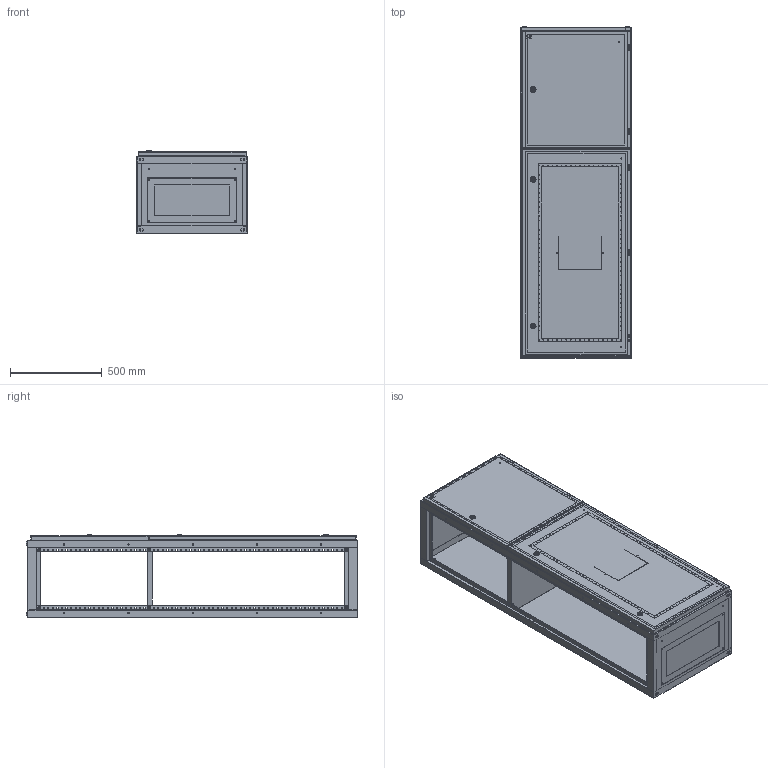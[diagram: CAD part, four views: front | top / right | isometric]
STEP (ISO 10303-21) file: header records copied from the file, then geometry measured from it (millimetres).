
FILE_DESCRIPTION (( 'STEP AP214' ), '1' );
FILE_NAME ('YKM51-1800-600-450-54 SMART Êîðïóñ ìåòàë. ñáîðíûé ÂÐÓ-2 1800õ600õ450 IP54 IEK.STEP', '2024-04-09T13:54:40', ( '' ), ( '' ), 'SwSTEP 2.0', 'SolidWorks 2022', '' );
FILE_SCHEMA (( 'AUTOMOTIVE_DESIGN' ));
Length unit declared in the file: millimetre
Products named in the file (4): Дверь учётного отсека 600 IP54; Дверь для ВРУ-2 1800х600 IP54; YKM51-1800-600-450-54 SMART Корпус метал. сборный ВРУ-2 1800х600х450 IP54 IEK; Каркас ВРУ-2 1800х600х450 IP54
Assembly tree (3 placements, depth 2):
  YKM51-1800-600-450-54 SMART Корпус метал. сборный ВРУ-2 1800х600х450 IP54 IEK
    Каркас ВРУ-2 1800х600х450 IP54
    Дверь для ВРУ-2 1800х600 IP54
    Дверь учётного отсека 600 IP54
Bounding box: 600 x 1809.5 x 450.5 mm (x, y, z)
Volume: 6913742.3 mm3; surface area: 8355196.2 mm2
Topology: 47 solids, 51 shells, 3561 faces, 9235 edges, 5864 vertices
Faces by surface type: plane 2294, cylinder 817, cone 234, bspline 82, sphere 80, torus 54
Entity records: 112543 total; most frequent: CARTESIAN_POINT 23064, ORIENTED_EDGE 18278, DIRECTION 17373, EDGE_CURVE 9139, VECTOR 6531, LINE 6531, VERTEX_POINT 5864, AXIS2_PLACEMENT_3D 5421
